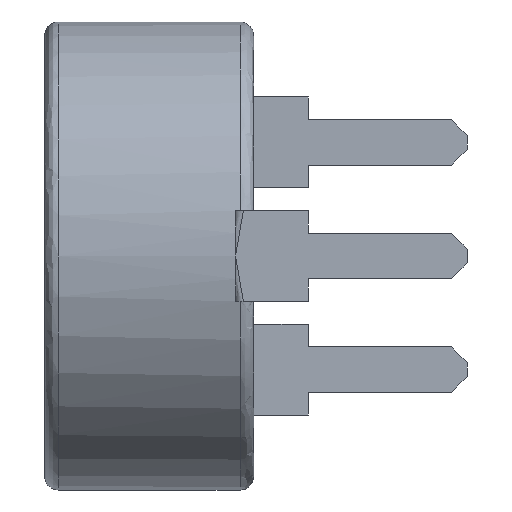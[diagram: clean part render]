
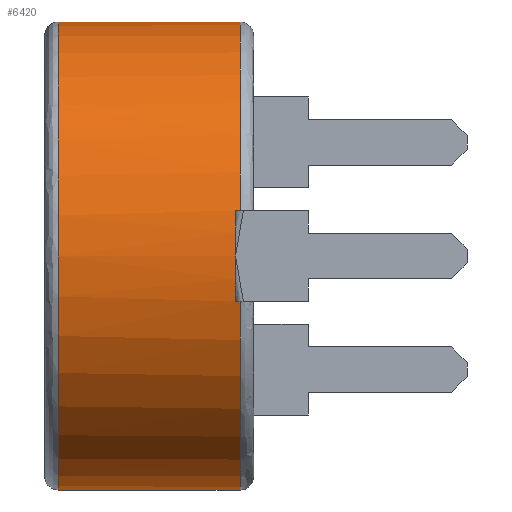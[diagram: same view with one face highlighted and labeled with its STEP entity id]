
A CAD part, left-side view. The second image highlights one B-rep face of the part: STEP entity #6420.
In plain terms, the highlighted cylindrical face has radius 5.15 mm (diameter 10.3 mm), a partial arc.
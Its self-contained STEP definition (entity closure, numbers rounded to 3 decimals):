
#68 = CARTESIAN_POINT ( 'NONE',  ( 0., 0.3, 5.15 ) ) ;
#274 = CARTESIAN_POINT ( 'NONE',  ( -5.15, 0.4, 0. ) ) ;
#447 = LINE ( 'NONE', #1973, #473 ) ;
#473 = VECTOR ( 'NONE', #5460, 1000. ) ;
#490 = CARTESIAN_POINT ( 'NONE',  ( 0., 0.3, -5.15 ) ) ;
#588 = EDGE_CURVE ( 'NONE', #620, #4816, #447, .T. ) ;
#615 = DIRECTION ( 'NONE',  ( 0., -1., 0. ) ) ;
#620 = VERTEX_POINT ( 'NONE', #3932 ) ;
#625 = B_SPLINE_CURVE_WITH_KNOTS ( 'NONE', 3,
 ( #3288, #1234, #715, #274 ),
 .UNSPECIFIED., .F., .F.,
 ( 4, 4 ),
 ( 0., 1. ),
 .UNSPECIFIED. ) ;
#679 = LINE ( 'NONE', #1732, #3610 ) ;
#715 = CARTESIAN_POINT ( 'NONE',  ( -5.15, 0.4, -0.335 ) ) ;
#752 = EDGE_CURVE ( 'NONE', #4816, #4442, #625, .T. ) ;
#867 = CARTESIAN_POINT ( 'NONE',  ( 0., 4.3, 5.15 ) ) ;
#999 = EDGE_CURVE ( 'NONE', #5767, #4949, #6160, .T. ) ;
#1060 = CARTESIAN_POINT ( 'NONE',  ( 0., 4.6, 0. ) ) ;
#1216 = ORIENTED_EDGE ( 'NONE', *, *, #752, .T. ) ;
#1234 = CARTESIAN_POINT ( 'NONE',  ( -5.117, 0.4, -0.671 ) ) ;
#1259 = DIRECTION ( 'NONE',  ( 0., -1., 0. ) ) ;
#1346 = AXIS2_PLACEMENT_3D ( 'NONE', #1385, #2264, #1705 ) ;
#1373 = CARTESIAN_POINT ( 'NONE',  ( 0., 4.6, 5.15 ) ) ;
#1385 = CARTESIAN_POINT ( 'NONE',  ( 0., 4.3, 0. ) ) ;
#1518 = ORIENTED_EDGE ( 'NONE', *, *, #3613, .F. ) ;
#1647 = ORIENTED_EDGE ( 'NONE', *, *, #4616, .F. ) ;
#1685 = VECTOR ( 'NONE', #1984, 1000. ) ;
#1697 = CARTESIAN_POINT ( 'NONE',  ( 0., 0.3, 0. ) ) ;
#1705 = DIRECTION ( 'NONE',  ( 0., 0., -1. ) ) ;
#1732 = CARTESIAN_POINT ( 'NONE',  ( -5.052, 0.4, 1. ) ) ;
#1973 = CARTESIAN_POINT ( 'NONE',  ( -5.052, 4.6, -1. ) ) ;
#1984 = DIRECTION ( 'NONE',  ( 0., -1., 0. ) ) ;
#2181 = CARTESIAN_POINT ( 'NONE',  ( -5.15, 0.4, 0. ) ) ;
#2233 = CARTESIAN_POINT ( 'NONE',  ( 0., 0.3, 0. ) ) ;
#2264 = DIRECTION ( 'NONE',  ( 0., -1., 0. ) ) ;
#2314 = CARTESIAN_POINT ( 'NONE',  ( -5.15, 0.4, 0. ) ) ;
#2359 = EDGE_LOOP ( 'NONE', ( #1647, #2542, #4981, #1518, #3310, #1216, #3864, #4441, #5359 ) ) ;
#2500 = CARTESIAN_POINT ( 'NONE',  ( -5.052, 0.4, -1. ) ) ;
#2542 = ORIENTED_EDGE ( 'NONE', *, *, #5045, .T. ) ;
#2632 = AXIS2_PLACEMENT_3D ( 'NONE', #1697, #1259, #6280 ) ;
#2746 = EDGE_CURVE ( 'NONE', #5247, #3742, #3104, .T. ) ;
#2864 = LINE ( 'NONE', #1373, #1685 ) ;
#3104 = LINE ( 'NONE', #5106, #5907 ) ;
#3173 = CARTESIAN_POINT ( 'NONE',  ( -5.117, 0.4, 0.671 ) ) ;
#3200 = CARTESIAN_POINT ( 'NONE',  ( -5.15, 0.4, 0.335 ) ) ;
#3288 = CARTESIAN_POINT ( 'NONE',  ( -5.052, 0.4, -1. ) ) ;
#3310 = ORIENTED_EDGE ( 'NONE', *, *, #588, .T. ) ;
#3432 = B_SPLINE_CURVE_WITH_KNOTS ( 'NONE', 3,
 ( #2181, #3200, #3173, #5613 ),
 .UNSPECIFIED., .F., .F.,
 ( 4, 4 ),
 ( 0., 1. ),
 .UNSPECIFIED. ) ;
#3610 = VECTOR ( 'NONE', #3703, 1000. ) ;
#3613 = EDGE_CURVE ( 'NONE', #620, #3742, #3643, .T. ) ;
#3643 = CIRCLE ( 'NONE', #2632, 5.15 ) ;
#3703 = DIRECTION ( 'NONE',  ( 0., 1., 0. ) ) ;
#3742 = VERTEX_POINT ( 'NONE', #490 ) ;
#3864 = ORIENTED_EDGE ( 'NONE', *, *, #5937, .T. ) ;
#3932 = CARTESIAN_POINT ( 'NONE',  ( -5.052, 0.3, -1. ) ) ;
#3959 = CYLINDRICAL_SURFACE ( 'NONE', #4546, 5.15 ) ;
#3969 = CARTESIAN_POINT ( 'NONE',  ( -5.052, 0.3, 1. ) ) ;
#4039 = VERTEX_POINT ( 'NONE', #4137 ) ;
#4074 = CARTESIAN_POINT ( 'NONE',  ( 0., 4.3, -5.15 ) ) ;
#4137 = CARTESIAN_POINT ( 'NONE',  ( -5.052, 0.4, 1. ) ) ;
#4161 = DIRECTION ( 'NONE',  ( 0., -1., 0. ) ) ;
#4333 = AXIS2_PLACEMENT_3D ( 'NONE', #2233, #4161, #4685 ) ;
#4441 = ORIENTED_EDGE ( 'NONE', *, *, #6283, .F. ) ;
#4442 = VERTEX_POINT ( 'NONE', #2314 ) ;
#4504 = FACE_OUTER_BOUND ( 'NONE', #2359, .T. ) ;
#4546 = AXIS2_PLACEMENT_3D ( 'NONE', #1060, #6050, #5561 ) ;
#4616 = EDGE_CURVE ( 'NONE', #6128, #5767, #2864, .T. ) ;
#4685 = DIRECTION ( 'NONE',  ( 0., 0., 1. ) ) ;
#4816 = VERTEX_POINT ( 'NONE', #2500 ) ;
#4949 = VERTEX_POINT ( 'NONE', #3969 ) ;
#4981 = ORIENTED_EDGE ( 'NONE', *, *, #2746, .T. ) ;
#5045 = EDGE_CURVE ( 'NONE', #6128, #5247, #6190, .T. ) ;
#5106 = CARTESIAN_POINT ( 'NONE',  ( 0., 4.6, -5.15 ) ) ;
#5247 = VERTEX_POINT ( 'NONE', #4074 ) ;
#5359 = ORIENTED_EDGE ( 'NONE', *, *, #999, .F. ) ;
#5460 = DIRECTION ( 'NONE',  ( 0., 1., 0. ) ) ;
#5561 = DIRECTION ( 'NONE',  ( 0., 0., -1. ) ) ;
#5613 = CARTESIAN_POINT ( 'NONE',  ( -5.052, 0.4, 1. ) ) ;
#5767 = VERTEX_POINT ( 'NONE', #68 ) ;
#5907 = VECTOR ( 'NONE', #615, 1000. ) ;
#5937 = EDGE_CURVE ( 'NONE', #4442, #4039, #3432, .T. ) ;
#6050 = DIRECTION ( 'NONE',  ( 0., -1., 0. ) ) ;
#6128 = VERTEX_POINT ( 'NONE', #867 ) ;
#6160 = CIRCLE ( 'NONE', #4333, 5.15 ) ;
#6190 = CIRCLE ( 'NONE', #1346, 5.15 ) ;
#6280 = DIRECTION ( 'NONE',  ( 0., 0., 1. ) ) ;
#6283 = EDGE_CURVE ( 'NONE', #4949, #4039, #679, .T. ) ;
#6420 = ADVANCED_FACE ( 'NONE', ( #4504 ), #3959, .T. ) ;
